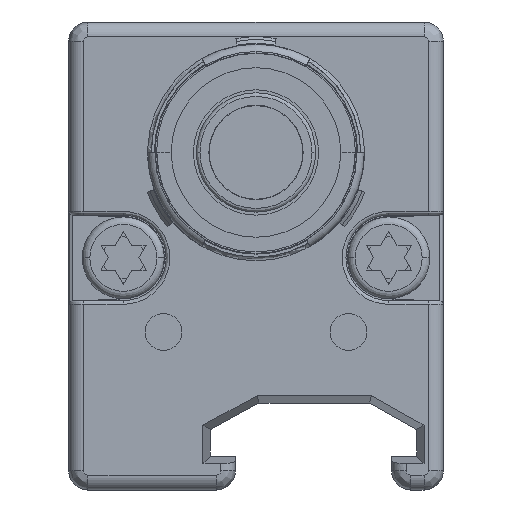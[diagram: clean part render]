
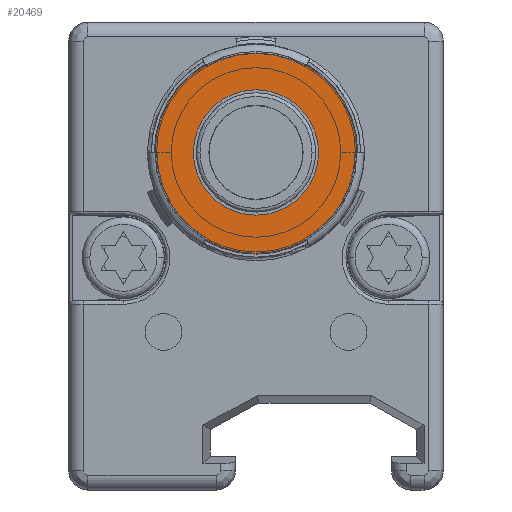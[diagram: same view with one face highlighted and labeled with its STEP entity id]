
A CAD part, front view. The second image highlights one B-rep face of the part: STEP entity #20469.
In plain terms, the highlighted planar face has unit normal (0, -1, 0).
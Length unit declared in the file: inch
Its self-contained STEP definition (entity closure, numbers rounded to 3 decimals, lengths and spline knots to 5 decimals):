
#3984=CARTESIAN_POINT('',(0.,-0.98425,0.90157));
#3985=DIRECTION('',(0.,-1.,0.));
#3986=DIRECTION('',(0.5,0.,-0.866));
#3987=AXIS2_PLACEMENT_3D('',#3984,#3985,#3986);
#4022=DIRECTION('',(-1.,0.,0.001));
#4023=VECTOR('',#4022,0.00492);
#4024=CARTESIAN_POINT('',(-0.26476,-0.98425,
0.90172));
#4025=LINE('',#4024,#4023);
#4026=CARTESIAN_POINT('',(0.,-0.98425,0.90157));
#4027=DIRECTION('',(0.,-1.,0.));
#4028=DIRECTION('',(-0.5,0.,0.866));
#4029=AXIS2_PLACEMENT_3D('',#4026,#4027,#4028);
#4031=DIRECTION('',(-0.501,0.,0.866));
#4032=VECTOR('',#4031,0.00492);
#4033=CARTESIAN_POINT('',(-0.13238,-0.98425,
1.13087));
#4034=LINE('',#4033,#4032);
#4035=DIRECTION('',(0.499,0.,0.866));
#4036=VECTOR('',#4035,0.00492);
#4037=CARTESIAN_POINT('',(0.13238,-0.98425,
1.13087));
#4038=LINE('',#4037,#4036);
#4039=CARTESIAN_POINT('',(0.,-0.98425,0.90157));
#4040=DIRECTION('',(0.,-1.,0.));
#4041=DIRECTION('',(1.,0.,0.));
#4042=AXIS2_PLACEMENT_3D('',#4039,#4040,#4041);
#4044=DIRECTION('',(1.,0.,0.));
#4045=VECTOR('',#4044,0.00492);
#4046=CARTESIAN_POINT('',(0.26476,-0.98425,
0.90157));
#4047=LINE('',#4046,#4045);
#4048=DIRECTION('',(0.501,0.,-0.866));
#4049=VECTOR('',#4048,0.00492);
#4050=CARTESIAN_POINT('',(0.13238,-0.98425,
0.67228));
#4051=LINE('',#4050,#4049);
#4052=CARTESIAN_POINT('',(0.,-0.98425,0.90157));
#4053=DIRECTION('',(0.,-1.,0.));
#4054=DIRECTION('',(-0.5,0.,-0.866));
#4055=AXIS2_PLACEMENT_3D('',#4052,#4053,#4054);
#4057=DIRECTION('',(-0.501,0.,-0.866));
#4058=VECTOR('',#4057,0.00492);
#4059=CARTESIAN_POINT('',(-0.13238,-0.98425,
0.67228));
#4060=LINE('',#4059,#4058);
#4061=CARTESIAN_POINT('',(0.,-0.98425,0.90157));
#4062=DIRECTION('',(0.,-1.,0.));
#4063=DIRECTION('',(-0.866,0.,0.5));
#4064=AXIS2_PLACEMENT_3D('',#4061,#4062,#4063);
#4066=CARTESIAN_POINT('',(0.,-0.98425,0.90157));
#4067=DIRECTION('',(0.,-1.,0.));
#4068=DIRECTION('',(0.866,0.,-0.5));
#4069=AXIS2_PLACEMENT_3D('',#4066,#4067,#4068);
#4071=CARTESIAN_POINT('',(0.,-0.98425,0.90157));
#4072=DIRECTION('',(0.,-1.,0.));
#4073=DIRECTION('',(-1.,0.,0.001));
#4074=AXIS2_PLACEMENT_3D('',#4071,#4072,#4073);
#4453=CARTESIAN_POINT('',(0.,-0.98425,0.90157));
#4454=DIRECTION('',(0.,-1.,0.));
#4455=DIRECTION('',(0.5,0.,0.866));
#4456=AXIS2_PLACEMENT_3D('',#4453,#4454,#4455);
#14988=CARTESIAN_POINT('',(0.13484,-0.98425,
1.13513));
#14990=VERTEX_POINT('',#14988);
#14992=CARTESIAN_POINT('',(0.13238,-0.98425,
0.67228));
#14993=CARTESIAN_POINT('',(0.13484,-0.98425,
0.66802));
#14994=VERTEX_POINT('',#14992);
#14995=VERTEX_POINT('',#14993);
#15000=CARTESIAN_POINT('',(0.26476,-0.98425,
0.90157));
#15001=CARTESIAN_POINT('',(0.26968,-0.98425,
0.90157));
#15002=VERTEX_POINT('',#15000);
#15003=VERTEX_POINT('',#15001);
#15016=CARTESIAN_POINT('',(-0.13484,-0.98425,
0.66802));
#15017=VERTEX_POINT('',#15016);
#15028=CARTESIAN_POINT('',(0.13238,-0.98425,
1.13087));
#15029=VERTEX_POINT('',#15028);
#15032=CARTESIAN_POINT('',(-0.13238,-0.98425,
1.13087));
#15033=CARTESIAN_POINT('',(-0.13484,-0.98425,
1.13513));
#15034=VERTEX_POINT('',#15032);
#15035=VERTEX_POINT('',#15033);
#15064=CARTESIAN_POINT('',(-0.14491,-0.98425,
0.98524));
#15065=CARTESIAN_POINT('',(0.14491,-0.98425,
0.81791));
#15066=VERTEX_POINT('',#15064);
#15067=VERTEX_POINT('',#15065);
#15076=CARTESIAN_POINT('',(-0.26476,-0.98425,
0.90172));
#15077=CARTESIAN_POINT('',(-0.26968,-0.98425,
0.90172));
#15078=VERTEX_POINT('',#15076);
#15079=VERTEX_POINT('',#15077);
#15084=CARTESIAN_POINT('',(-0.13238,-0.98425,
0.67228));
#15085=VERTEX_POINT('',#15084);
#20434=CARTESIAN_POINT('',(0.,-0.98425,0.90157));
#20435=DIRECTION('',(0.,-1.,0.));
#20436=DIRECTION('',(-0.5,0.,-0.866));
#20437=AXIS2_PLACEMENT_3D('',#20434,#20435,#20436);
#20438=PLANE('',#20437);
#20440=ORIENTED_EDGE('',*,*,#20439,.F.);
#20442=ORIENTED_EDGE('',*,*,#20441,.T.);
#20444=ORIENTED_EDGE('',*,*,#20443,.F.);
#20446=ORIENTED_EDGE('',*,*,#20445,.F.);
#20448=ORIENTED_EDGE('',*,*,#20447,.F.);
#20450=ORIENTED_EDGE('',*,*,#20449,.T.);
#20452=ORIENTED_EDGE('',*,*,#20451,.F.);
#20454=ORIENTED_EDGE('',*,*,#20453,.F.);
#20455=ORIENTED_EDGE('',*,*,#20364,.F.);
#20456=ORIENTED_EDGE('',*,*,#20424,.T.);
#20458=ORIENTED_EDGE('',*,*,#20457,.F.);
#20460=ORIENTED_EDGE('',*,*,#20459,.F.);
#20461=EDGE_LOOP('',(#20440,#20442,#20444,#20446,#20448,#20450,#20452,#20454,
#20455,#20456,#20458,#20460));
#20462=FACE_OUTER_BOUND('',#20461,.F.);
#20464=ORIENTED_EDGE('',*,*,#20463,.T.);
#20466=ORIENTED_EDGE('',*,*,#20465,.T.);
#20467=EDGE_LOOP('',(#20464,#20466));
#20468=FACE_BOUND('',#20467,.F.);
#20469=ADVANCED_FACE('',(#20462,#20468),#20438,.T.);
#3988=CIRCLE('',#3987,0.26476);
#4030=CIRCLE('',#4029,0.26969);
#4043=CIRCLE('',#4042,0.26969);
#4056=CIRCLE('',#4055,0.26969);
#4065=CIRCLE('',#4064,0.16732);
#4070=CIRCLE('',#4069,0.16732);
#4075=CIRCLE('',#4074,0.26476);
#4457=CIRCLE('',#4456,0.26476);
#20364=EDGE_CURVE('',#14994,#15002,#3988,.T.);
#20424=EDGE_CURVE('',#14994,#14995,#4051,.T.);
#20439=EDGE_CURVE('',#15078,#15085,#4075,.T.);
#20441=EDGE_CURVE('',#15078,#15079,#4025,.T.);
#20443=EDGE_CURVE('',#15035,#15079,#4030,.T.);
#20445=EDGE_CURVE('',#15034,#15035,#4034,.T.);
#20447=EDGE_CURVE('',#15029,#15034,#4457,.T.);
#20449=EDGE_CURVE('',#15029,#14990,#4038,.T.);
#20451=EDGE_CURVE('',#15003,#14990,#4043,.T.);
#20453=EDGE_CURVE('',#15002,#15003,#4047,.T.);
#20457=EDGE_CURVE('',#15017,#14995,#4056,.T.);
#20459=EDGE_CURVE('',#15085,#15017,#4060,.T.);
#20463=EDGE_CURVE('',#15066,#15067,#4065,.T.);
#20465=EDGE_CURVE('',#15067,#15066,#4070,.T.);
